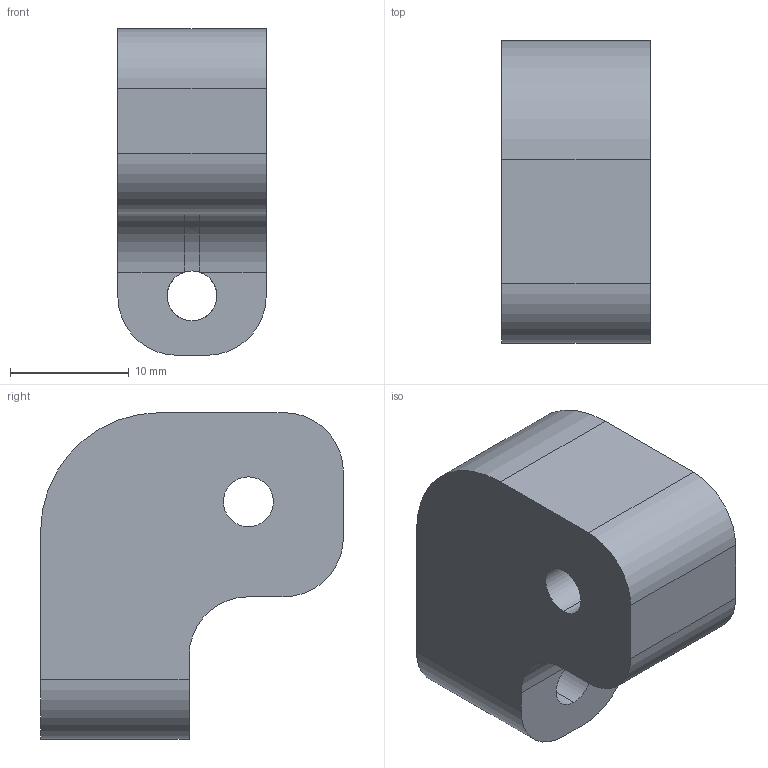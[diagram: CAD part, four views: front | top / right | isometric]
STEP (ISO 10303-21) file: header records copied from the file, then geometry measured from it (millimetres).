
FILE_DESCRIPTION (( 'STEP AP203' ), '1' );
FILE_NAME ('1_3_LegUpper_Hinge.STEP', '2014-08-31T10:03:56', ( '' ), ( '' ), 'SwSTEP 2.0', 'SolidWorks 2013', '' );
FILE_SCHEMA (( 'CONFIG_CONTROL_DESIGN' ));
Length unit declared in the file: millimetre
Products named in the file (1): 1_3_LegUpper_Hinge
Bounding box: 12.5 x 25.5 x 27.5 mm (x, y, z)
Volume: 5999.8 mm3; surface area: 2427.1 mm2
Topology: 1 solids, 1 shells, 20 faces, 55 edges, 36 vertices
Faces by surface type: cylinder 11, plane 8, bspline 1
Entity records: 749 total; most frequent: CARTESIAN_POINT 135, DIRECTION 118, ORIENTED_EDGE 110, EDGE_CURVE 55, AXIS2_PLACEMENT_3D 44, VERTEX_POINT 36, LINE 30, VECTOR 30
